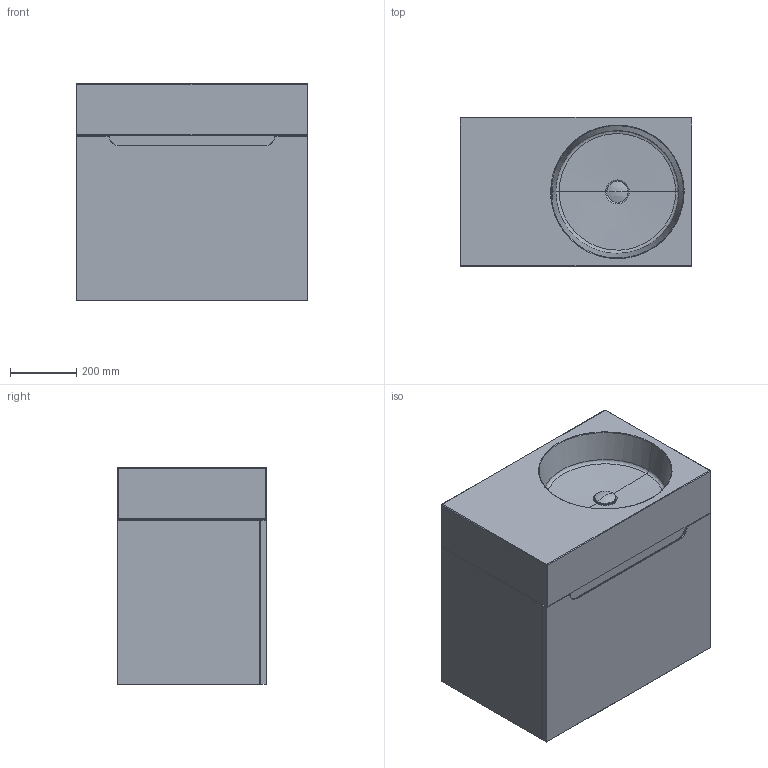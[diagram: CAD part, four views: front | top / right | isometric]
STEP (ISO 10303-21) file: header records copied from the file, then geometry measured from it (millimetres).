
FILE_DESCRIPTION(/* description */ (''),/* implementation_level */ '2;1');
FILE_NAME(/* name */ 'STEP - NEV2-700KITALL_2356827_RHB',/* time_stamp */ '2025-01-28T10:11:39+11:00',/* author */ (''),/* organization */ (''),/* preprocessor_version */ 'ST-DEVELOPER v16.5',/* originating_system */ 'Rhino 7.37',/* authorisation */ '');
FILE_SCHEMA (('AUTOMOTIVE_DESIGN'));
Length unit declared in the file: millimetre
Products named in the file (17): Document; NEO_700_CABINET_ASM17; NEO_700_CARCASS7; NEO_700_BOTTOM_DRAWER12; NEO_700_TOP_DRAWER8; NEO_BRACKET45; NEO_700_SPACER6; NEO_SGL_700_02_G13; WASTE_NO_OFLOW_ASM_ASM16; OMVIVO_WASTE_NO_OFLOW3; 32-40_ADAPTER_LOCKNUT_STEEL9; Block 05; WASTE_TOP_WASHER10; LOCKNUT_WASHER11; PLUG12; TRAP14; DIVIDER_B15
Assembly tree (19 placements, depth 5):
  Document
    NEO_700_CABINET_ASM17
      NEO_700_CARCASS7
      NEO_700_BOTTOM_DRAWER12
      NEO_700_TOP_DRAWER8
      NEO_BRACKET45  x4
      NEO_700_SPACER6
      NEO_SGL_700_02_G13
      WASTE_NO_OFLOW_ASM_ASM16
        OMVIVO_WASTE_NO_OFLOW3
        32-40_ADAPTER_LOCKNUT_STEEL9
          Block 05
        WASTE_TOP_WASHER10
        LOCKNUT_WASHER11
        PLUG12
      TRAP14
      DIVIDER_B15
Bounding box: 700 x 450 x 655 mm (x, y, z)
Volume: 47786304.7 mm3; surface area: 6722619.1 mm2
Topology: 32 solids, 32 shells, 1051 faces, 2535 edges, 1560 vertices
Faces by surface type: cylinder 433, bspline 323, plane 295
Entity records: 55075 total; most frequent: CARTESIAN_POINT 40824, ORIENTED_EDGE 4264, EDGE_CURVE 2132, VERTEX_POINT 1296, B_SPLINE_CURVE_WITH_KNOTS 1284, EDGE_LOOP 986, ADVANCED_FACE 913, FACE_OUTER_BOUND 913
